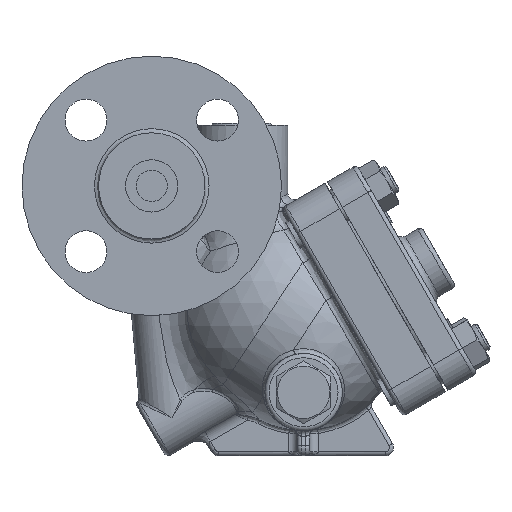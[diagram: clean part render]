
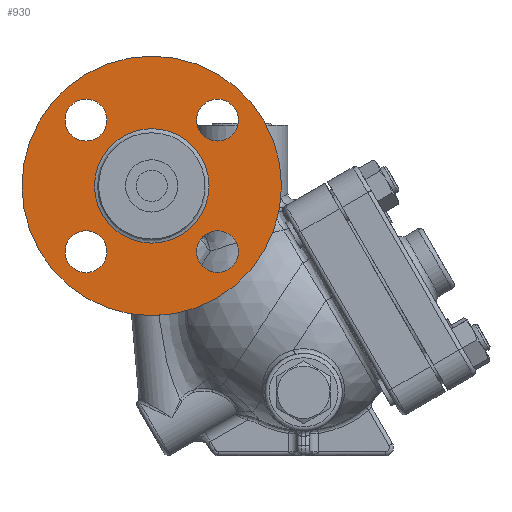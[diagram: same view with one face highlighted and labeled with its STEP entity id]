
A CAD part, front view. The second image highlights one B-rep face of the part: STEP entity #930.
In plain terms, the highlighted planar face has unit normal (0, -1, 0).
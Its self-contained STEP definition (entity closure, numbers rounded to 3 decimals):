
#855=CARTESIAN_POINT('',(-43.,-123.4,-27.36));
#856=VERTEX_POINT('',#855);
#857=CARTESIAN_POINT('',(-43.,-123.4,0.));
#858=DIRECTION('',(0.0,-1.0,0.0));
#859=DIRECTION('',(0.0,0.0,1.0));
#860=AXIS2_PLACEMENT_3D('',#857,#858,#859);
#861=CIRCLE('',#860,27.36);
#862=EDGE_CURVE('',#856,#856,#861,.T.);
#867=CARTESIAN_POINT('',(-43.,-123.4,43.7));
#868=DIRECTION('',(0.0,-1.0,0.0));
#869=DIRECTION('',(0.0,0.0,-1.0));
#870=AXIS2_PLACEMENT_3D('',#867,#868,#869);
#871=PLANE('',#870);
#872=CARTESIAN_POINT('',(-43.,-123.4,62.));
#873=VERTEX_POINT('',#872);
#874=CARTESIAN_POINT('',(-43.,-123.4,0.));
#875=DIRECTION('',(0.0,1.0,0.0));
#876=DIRECTION('',(0.0,0.0,1.0));
#877=AXIS2_PLACEMENT_3D('',#874,#875,#876);
#878=CIRCLE('',#877,62.);
#879=EDGE_CURVE('',#873,#873,#878,.T.);
#880=ORIENTED_EDGE('',*,*,#879,.F.);
#881=EDGE_LOOP('',(#880));
#882=FACE_OUTER_BOUND('',#881,.T.);
#883=CARTESIAN_POINT('',(-1.569,-123.4,31.431));
#884=VERTEX_POINT('',#883);
#885=CARTESIAN_POINT('',(-11.569,-123.4,31.431));
#886=DIRECTION('',(0.0,1.0,0.0));
#887=DIRECTION('',(1.0,0.0,0.0));
#888=AXIS2_PLACEMENT_3D('',#885,#886,#887);
#889=CIRCLE('',#888,10.);
#890=EDGE_CURVE('',#884,#884,#889,.T.);
#891=ORIENTED_EDGE('',*,*,#890,.T.);
#892=EDGE_LOOP('',(#891));
#893=FACE_BOUND('',#892,.T.);
#894=CARTESIAN_POINT('',(-11.569,-123.4,-41.431));
#895=VERTEX_POINT('',#894);
#896=CARTESIAN_POINT('',(-11.569,-123.4,-31.431));
#897=DIRECTION('',(0.0,1.0,0.0));
#898=DIRECTION('',(0.0,0.0,-1.0));
#899=AXIS2_PLACEMENT_3D('',#896,#897,#898);
#900=CIRCLE('',#899,10.);
#901=EDGE_CURVE('',#895,#895,#900,.T.);
#902=ORIENTED_EDGE('',*,*,#901,.T.);
#903=EDGE_LOOP('',(#902));
#904=FACE_BOUND('',#903,.T.);
#905=CARTESIAN_POINT('',(-84.431,-123.4,-31.431));
#906=VERTEX_POINT('',#905);
#907=CARTESIAN_POINT('',(-74.431,-123.4,-31.431));
#908=DIRECTION('',(0.0,1.0,0.0));
#909=DIRECTION('',(-1.0,0.0,0.0));
#910=AXIS2_PLACEMENT_3D('',#907,#908,#909);
#911=CIRCLE('',#910,10.);
#912=EDGE_CURVE('',#906,#906,#911,.T.);
#913=ORIENTED_EDGE('',*,*,#912,.T.);
#914=EDGE_LOOP('',(#913));
#915=FACE_BOUND('',#914,.T.);
#916=CARTESIAN_POINT('',(-74.431,-123.4,41.431));
#917=VERTEX_POINT('',#916);
#918=CARTESIAN_POINT('',(-74.431,-123.4,31.431));
#919=DIRECTION('',(0.0,1.0,0.0));
#920=DIRECTION('',(0.0,0.0,1.0));
#921=AXIS2_PLACEMENT_3D('',#918,#919,#920);
#922=CIRCLE('',#921,10.);
#923=EDGE_CURVE('',#917,#917,#922,.T.);
#924=ORIENTED_EDGE('',*,*,#923,.T.);
#925=EDGE_LOOP('',(#924));
#926=FACE_BOUND('',#925,.T.);
#927=ORIENTED_EDGE('',*,*,#862,.F.);
#928=EDGE_LOOP('',(#927));
#929=FACE_BOUND('',#928,.T.);
#930=ADVANCED_FACE('',(#882,#893,#904,#915,#926,#929),#871,.T.);
